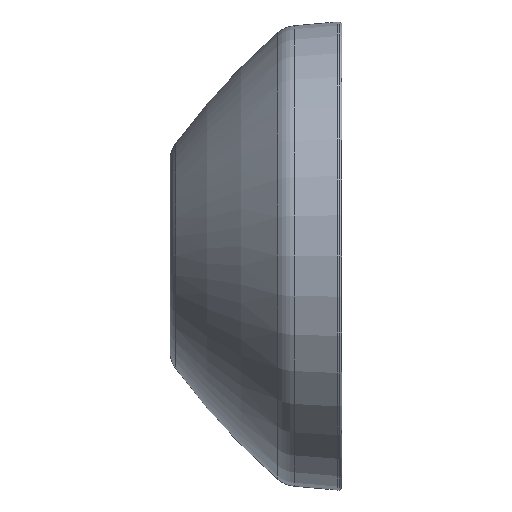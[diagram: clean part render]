
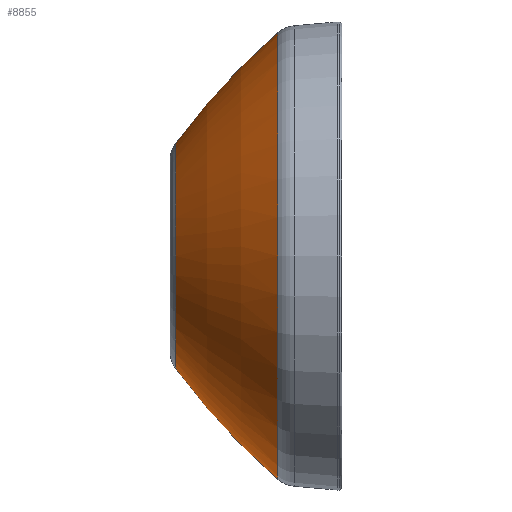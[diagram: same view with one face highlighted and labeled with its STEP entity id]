
A CAD part, left-side view. The second image highlights one B-rep face of the part: STEP entity #8855.
In plain terms, the highlighted toroidal (fillet/blend) face has major radius 29.593 mm and minor radius 70 mm.
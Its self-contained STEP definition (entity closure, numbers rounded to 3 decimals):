
#170 = CARTESIAN_POINT ( 'NONE',  ( 0., 16.42, -11.773 ) ) ;
#367 = CARTESIAN_POINT ( 'NONE',  ( 0., 16.42, 11.773 ) ) ;
#415 = DIRECTION ( 'NONE',  ( 0., 1., 0. ) ) ;
#614 = VERTEX_POINT ( 'NONE', #5071 ) ;
#708 = DIRECTION ( 'NONE',  ( 1., 0., 0. ) ) ;
#1016 = VERTEX_POINT ( 'NONE', #170 ) ;
#1566 = CARTESIAN_POINT ( 'NONE',  ( 0., -40.05, 0. ) ) ;
#1945 = EDGE_CURVE ( 'NONE', #1016, #15066, #10712, .T. ) ;
#2543 = AXIS2_PLACEMENT_3D ( 'NONE', #8196, #708, #9454 ) ;
#3237 = DIRECTION ( 'NONE',  ( -1., 0., 0. ) ) ;
#3436 = EDGE_LOOP ( 'NONE', ( #4146, #3997, #15105, #4484 ) ) ;
#3997 = ORIENTED_EDGE ( 'NONE', *, *, #9710, .T. ) ;
#4009 = DIRECTION ( 'NONE',  ( 0., 1., 0. ) ) ;
#4146 = ORIENTED_EDGE ( 'NONE', *, *, #13956, .F. ) ;
#4484 = ORIENTED_EDGE ( 'NONE', *, *, #1945, .F. ) ;
#5071 = CARTESIAN_POINT ( 'NONE',  ( 0., 5.699, 23.388 ) ) ;
#5120 = CIRCLE ( 'NONE', #13354, 23.388 ) ;
#5931 = AXIS2_PLACEMENT_3D ( 'NONE', #10741, #3237, #11991 ) ;
#6332 = CARTESIAN_POINT ( 'NONE',  ( 0., 5.699, -23.388 ) ) ;
#6397 = AXIS2_PLACEMENT_3D ( 'NONE', #14696, #14681, #14678 ) ;
#6499 = AXIS2_PLACEMENT_3D ( 'NONE', #1566, #4009, #11541 ) ;
#6794 = CIRCLE ( 'NONE', #2543, 70. ) ;
#7909 = CARTESIAN_POINT ( 'NONE',  ( 0., 5.699, 0. ) ) ;
#8196 = CARTESIAN_POINT ( 'NONE',  ( 0., -40.05, 29.593 ) ) ;
#8855 = ADVANCED_FACE ( 'NONE', ( #13091 ), #9808, .T. ) ;
#8961 = CIRCLE ( 'NONE', #5931, 70. ) ;
#9164 = DIRECTION ( 'NONE',  ( 0., 0., 1. ) ) ;
#9454 = DIRECTION ( 'NONE',  ( 0., 0., -1. ) ) ;
#9710 = EDGE_CURVE ( 'NONE', #11127, #614, #5120, .T. ) ;
#9808 = TOROIDAL_SURFACE ( 'NONE', #6499, -29.593, 70. ) ;
#10712 = CIRCLE ( 'NONE', #6397, 11.773 ) ;
#10741 = CARTESIAN_POINT ( 'NONE',  ( 0., -40.05, -29.593 ) ) ;
#11127 = VERTEX_POINT ( 'NONE', #6332 ) ;
#11541 = DIRECTION ( 'NONE',  ( 0., 0., 1. ) ) ;
#11991 = DIRECTION ( 'NONE',  ( 0., 0., 1. ) ) ;
#13091 = FACE_OUTER_BOUND ( 'NONE', #3436, .T. ) ;
#13298 = EDGE_CURVE ( 'NONE', #614, #15066, #8961, .T. ) ;
#13354 = AXIS2_PLACEMENT_3D ( 'NONE', #7909, #415, #9164 ) ;
#13956 = EDGE_CURVE ( 'NONE', #11127, #1016, #6794, .T. ) ;
#14678 = DIRECTION ( 'NONE',  ( 0., 0., 1. ) ) ;
#14681 = DIRECTION ( 'NONE',  ( 0., 1., 0. ) ) ;
#14696 = CARTESIAN_POINT ( 'NONE',  ( 0., 16.42, 0. ) ) ;
#15066 = VERTEX_POINT ( 'NONE', #367 ) ;
#15105 = ORIENTED_EDGE ( 'NONE', *, *, #13298, .T. ) ;
